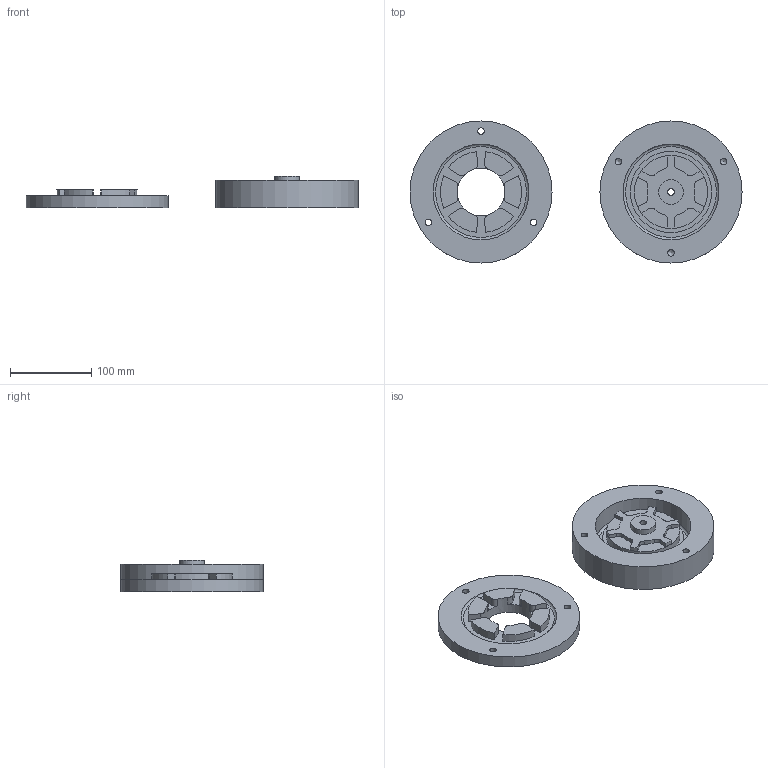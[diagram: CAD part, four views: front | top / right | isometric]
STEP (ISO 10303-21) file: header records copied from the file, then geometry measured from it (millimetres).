
FILE_DESCRIPTION( ( '' ), ' ' );
FILE_NAME( '592c52706462c010927f2b6c.step', '2017-05-29T16:55:13', ( '' ), ( '' ), ' ', ' ', ' ' );
FILE_SCHEMA( ( 'AUTOMOTIVE_DESIGN { 1 0 10303 214 1 1 1 1 }' ) );
Length unit declared in the file: metre
Products named in the file (2): Part 4; Part 5
Bounding box: 409 x 175 x 39 mm (x, y, z)
Volume: 1016346.5 mm3; surface area: 147451.4 mm2
Topology: 2 solids, 2 shells, 101 faces, 270 edges, 179 vertices
Faces by surface type: cylinder 56, plane 40, cone 3, torus 2
Full cylindrical faces by diameter (mm): 8 x7, 30.266 x1, 59 x1, 90 x1, 100 x1, 118 x1, 175 x2
Entity records: 3932 total; most frequent: DIRECTION 578, CARTESIAN_POINT 526, ORIENTED_EDGE 492, EDGE_CURVE 246, AXIS2_PLACEMENT_3D 229, VERTEX_POINT 177, EDGE_LOOP 136, CIRCLE 126
